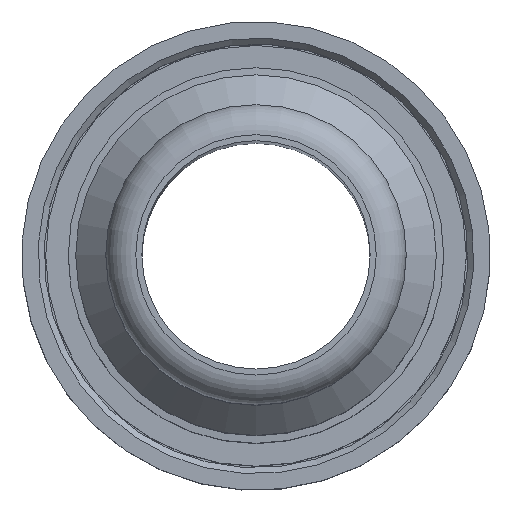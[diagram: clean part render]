
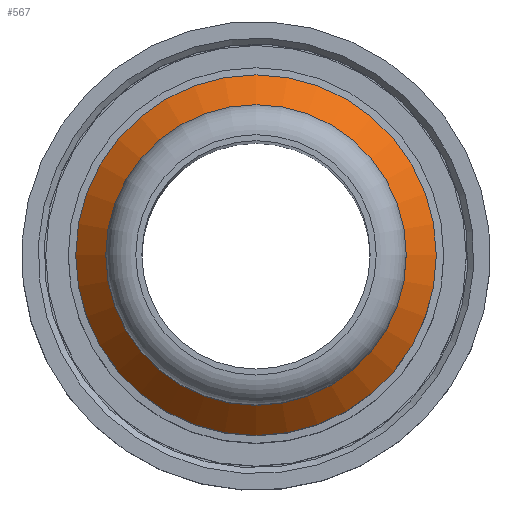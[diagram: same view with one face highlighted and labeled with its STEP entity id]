
A CAD part, top view. The second image highlights one B-rep face of the part: STEP entity #567.
In plain terms, the highlighted conical face has half-angle 45 degrees and reference radius 5.5 mm.
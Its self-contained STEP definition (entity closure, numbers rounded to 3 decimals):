
#56=FACE_OUTER_BOUND('',#91,.T.);
#91=EDGE_LOOP('',(#401,#402,#403,#404,#405,#406));
#129=LINE('',#967,#148);
#148=VECTOR('',#757,5.5);
#172=CIRCLE('',#632,5.);
#173=CIRCLE('',#633,6.);
#174=CIRCLE('',#634,6.);
#175=CIRCLE('',#635,5.);
#238=VERTEX_POINT('',#963);
#239=VERTEX_POINT('',#964);
#240=VERTEX_POINT('',#966);
#241=VERTEX_POINT('',#968);
#304=EDGE_CURVE('',#238,#239,#172,.T.);
#305=EDGE_CURVE('',#239,#240,#129,.T.);
#306=EDGE_CURVE('',#241,#240,#173,.T.);
#307=EDGE_CURVE('',#240,#241,#174,.T.);
#308=EDGE_CURVE('',#239,#238,#175,.T.);
#401=ORIENTED_EDGE('',*,*,#304,.T.);
#402=ORIENTED_EDGE('',*,*,#305,.T.);
#403=ORIENTED_EDGE('',*,*,#306,.F.);
#404=ORIENTED_EDGE('',*,*,#307,.F.);
#405=ORIENTED_EDGE('',*,*,#305,.F.);
#406=ORIENTED_EDGE('',*,*,#308,.T.);
#546=CONICAL_SURFACE('',#631,5.5,0.785);
#567=ADVANCED_FACE('',(#56),#546,.T.);
#631=AXIS2_PLACEMENT_3D('',#962,#753,#754);
#632=AXIS2_PLACEMENT_3D('',#965,#755,#756);
#633=AXIS2_PLACEMENT_3D('',#969,#758,#759);
#634=AXIS2_PLACEMENT_3D('',#970,#760,#761);
#635=AXIS2_PLACEMENT_3D('',#971,#762,#763);
#753=DIRECTION('center_axis',(0.,0.,-1.));
#754=DIRECTION('ref_axis',(0.,1.,0.));
#755=DIRECTION('center_axis',(0.,0.,-1.));
#756=DIRECTION('ref_axis',(1.,0.,0.));
#757=DIRECTION('',(0.,-0.707,-0.707));
#758=DIRECTION('center_axis',(0.,0.,-1.));
#759=DIRECTION('ref_axis',(1.,0.,0.));
#760=DIRECTION('center_axis',(0.,0.,-1.));
#761=DIRECTION('ref_axis',(1.,0.,0.));
#762=DIRECTION('center_axis',(0.,0.,-1.));
#763=DIRECTION('ref_axis',(1.,0.,0.));
#962=CARTESIAN_POINT('Origin',(0.,0.,18.));
#963=CARTESIAN_POINT('',(0.,5.,18.5));
#964=CARTESIAN_POINT('',(0.,-5.,18.5));
#965=CARTESIAN_POINT('Origin',(0.,0.,18.5));
#966=CARTESIAN_POINT('',(0.,-6.,17.5));
#967=CARTESIAN_POINT('',(0.,-5.5,18.));
#968=CARTESIAN_POINT('',(0.,6.,17.5));
#969=CARTESIAN_POINT('Origin',(0.,0.,17.5));
#970=CARTESIAN_POINT('Origin',(0.,0.,17.5));
#971=CARTESIAN_POINT('Origin',(0.,0.,18.5));
